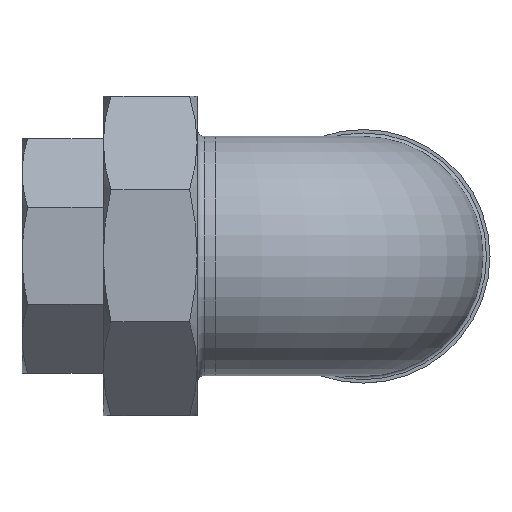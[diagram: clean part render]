
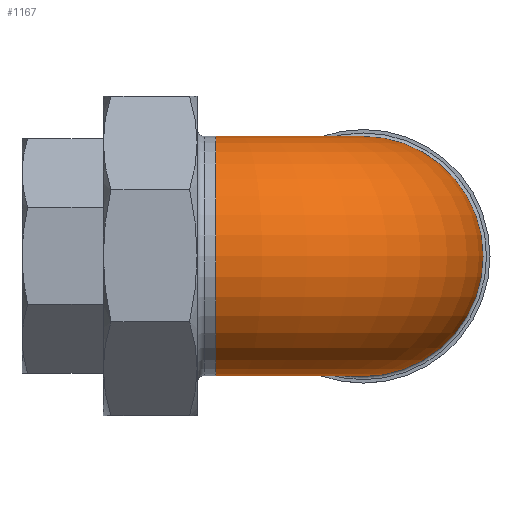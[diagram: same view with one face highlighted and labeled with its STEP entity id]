
A CAD part, top view. The second image highlights one B-rep face of the part: STEP entity #1167.
In plain terms, the highlighted toroidal (fillet/blend) face has major radius 42.5 mm and minor radius 34.5 mm.
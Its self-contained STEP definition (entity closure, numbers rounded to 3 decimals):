
#47=TOROIDAL_SURFACE('',#1368,42.5,34.5);
#236=FACE_OUTER_BOUND('',#322,.T.);
#322=EDGE_LOOP('',(#967,#968,#969,#970));
#387=CIRCLE('',#1335,34.5);
#397=CIRCLE('',#1352,34.5);
#407=CIRCLE('',#1369,8.);
#526=VERTEX_POINT('',#2531);
#535=VERTEX_POINT('',#2561);
#662=EDGE_CURVE('',#526,#526,#387,.T.);
#675=EDGE_CURVE('',#535,#535,#397,.T.);
#690=EDGE_CURVE('',#526,#535,#407,.T.);
#967=ORIENTED_EDGE('',*,*,#662,.F.);
#968=ORIENTED_EDGE('',*,*,#690,.T.);
#969=ORIENTED_EDGE('',*,*,#675,.T.);
#970=ORIENTED_EDGE('',*,*,#690,.F.);
#1167=ADVANCED_FACE('',(#236),#47,.T.);
#1335=AXIS2_PLACEMENT_3D('',#2533,#1573,#1574);
#1352=AXIS2_PLACEMENT_3D('',#2562,#1610,#1611);
#1368=AXIS2_PLACEMENT_3D('',#2591,#1647,#1648);
#1369=AXIS2_PLACEMENT_3D('',#2592,#1649,#1650);
#1573=DIRECTION('center_axis',(0.,-1.,0.));
#1574=DIRECTION('ref_axis',(1.,0.,0.));
#1610=DIRECTION('center_axis',(1.,0.,0.));
#1611=DIRECTION('ref_axis',(0.,1.,0.));
#1647=DIRECTION('center_axis',(0.,0.,-1.));
#1648=DIRECTION('ref_axis',(-1.,0.,0.));
#1649=DIRECTION('center_axis',(0.,0.,1.));
#1650=DIRECTION('ref_axis',(-1.,0.,0.));
#2531=CARTESIAN_POINT('',(29.5,-42.5,0.));
#2533=CARTESIAN_POINT('Origin',(64.,-42.5,0.));
#2561=CARTESIAN_POINT('',(21.5,-34.5,0.));
#2562=CARTESIAN_POINT('Origin',(21.5,0.,0.));
#2591=CARTESIAN_POINT('Origin',(21.5,-42.5,0.));
#2592=CARTESIAN_POINT('Origin',(21.5,-42.5,0.));
